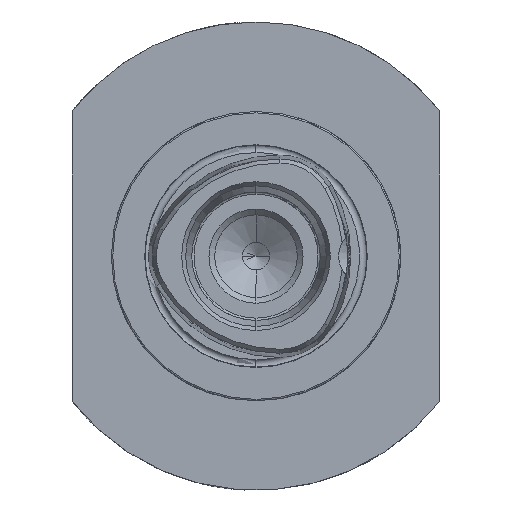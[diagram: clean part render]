
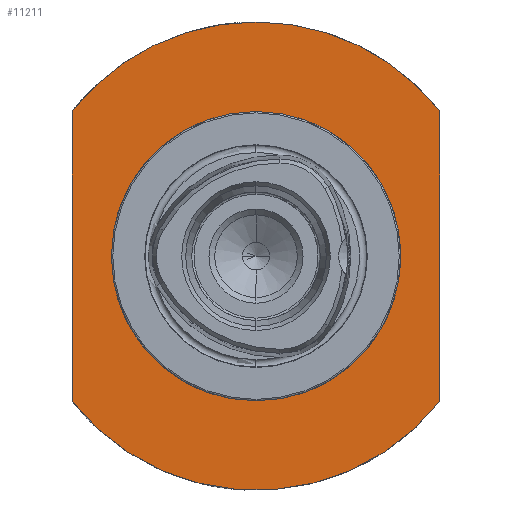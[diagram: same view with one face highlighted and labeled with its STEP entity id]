
A CAD part, left-side view. The second image highlights one B-rep face of the part: STEP entity #11211.
In plain terms, the highlighted planar face has unit normal (-1, 0, 0).
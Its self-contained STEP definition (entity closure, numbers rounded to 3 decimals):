
#14 = CARTESIAN_POINT ( 'NONE',  ( 22., 0., 0. ) ) ;
#15 = DIRECTION ( 'NONE',  ( 0., 0., 1. ) ) ;
#16 = DIRECTION ( 'NONE',  ( -1., 0., 0. ) ) ;
#140 = EDGE_CURVE ( 'NONE', #370, #402, #3013, .T. ) ;
#159 = EDGE_CURVE ( 'NONE', #411, #412, #3033, .T. ) ;
#173 = EDGE_CURVE ( 'NONE', #412, #424, #3050, .T. ) ;
#187 = EDGE_CURVE ( 'NONE', #427, #431, #3049, .T. ) ;
#234 = EDGE_CURVE ( 'NONE', #402, #370, #4139, .T. ) ;
#370 = VERTEX_POINT ( 'NONE', #4671 ) ;
#402 = VERTEX_POINT ( 'NONE', #4703 ) ;
#411 = VERTEX_POINT ( 'NONE', #4712 ) ;
#412 = VERTEX_POINT ( 'NONE', #4713 ) ;
#424 = VERTEX_POINT ( 'NONE', #4725 ) ;
#427 = VERTEX_POINT ( 'NONE', #4728 ) ;
#431 = VERTEX_POINT ( 'NONE', #4732 ) ;
#720 = EDGE_CURVE ( 'NONE', #424, #427, #4275, .T. ) ;
#721 = EDGE_CURVE ( 'NONE', #431, #411, #4276, .T. ) ;
#1259 = ORIENTED_EDGE ( 'NONE', *, *, #159, .T. ) ;
#1260 = ORIENTED_EDGE ( 'NONE', *, *, #173, .T. ) ;
#1261 = ORIENTED_EDGE ( 'NONE', *, *, #720, .T. ) ;
#1262 = ORIENTED_EDGE ( 'NONE', *, *, #187, .T. ) ;
#1263 = ORIENTED_EDGE ( 'NONE', *, *, #721, .T. ) ;
#1264 = ORIENTED_EDGE ( 'NONE', *, *, #234, .T. ) ;
#1265 = ORIENTED_EDGE ( 'NONE', *, *, #140, .T. ) ;
#1461 = AXIS2_PLACEMENT_3D ( 'NONE', #2102, #1978, #1974 ) ;
#1467 = AXIS2_PLACEMENT_3D ( 'NONE', #14, #16, #15 ) ;
#1483 = AXIS2_PLACEMENT_3D ( 'NONE', #11091, #11093, #11090 ) ;
#1488 = AXIS2_PLACEMENT_3D ( 'NONE', #3598, #3599, #3600 ) ;
#1502 = AXIS2_PLACEMENT_3D ( 'NONE', #3706, #3707, #3708 ) ;
#1974 = DIRECTION ( 'NONE',  ( 0., 0., -1. ) ) ;
#1978 = DIRECTION ( 'NONE',  ( 1., 0., 0. ) ) ;
#2102 = CARTESIAN_POINT ( 'NONE',  ( 22., 0., 0. ) ) ;
#3013 = CIRCLE ( 'NONE', #1461, 31.5 ) ;
#3033 = CIRCLE ( 'NONE', #1467, 51. ) ;
#3049 = CIRCLE ( 'NONE', #1488, 51. ) ;
#3050 = CIRCLE ( 'NONE', #1483, 51. ) ;
#3598 = CARTESIAN_POINT ( 'NONE',  ( 22., 0., 0. ) ) ;
#3599 = DIRECTION ( 'NONE',  ( -1., 0., 0. ) ) ;
#3600 = DIRECTION ( 'NONE',  ( 0., 0., 1. ) ) ;
#3706 = CARTESIAN_POINT ( 'NONE',  ( 22., 0., 0. ) ) ;
#3707 = DIRECTION ( 'NONE',  ( 1., 0., 0. ) ) ;
#3708 = DIRECTION ( 'NONE',  ( 0., 0., -1. ) ) ;
#4139 = CIRCLE ( 'NONE', #1502, 31.5 ) ;
#4275 = LINE ( 'NONE', #4900, #4277 ) ;
#4276 = LINE ( 'NONE', #4905, #4279 ) ;
#4277 = VECTOR ( 'NONE', #4898, 1000. ) ;
#4279 = VECTOR ( 'NONE', #4906, 1000. ) ;
#4671 = CARTESIAN_POINT ( 'NONE',  ( 22., 0., -31.5 ) ) ;
#4703 = CARTESIAN_POINT ( 'NONE',  ( 22., 0., 31.5 ) ) ;
#4712 = CARTESIAN_POINT ( 'NONE',  ( 22., -40., 31.639 ) ) ;
#4713 = CARTESIAN_POINT ( 'NONE',  ( 22., 0., 51. ) ) ;
#4725 = CARTESIAN_POINT ( 'NONE',  ( 22., 40., 31.639 ) ) ;
#4728 = CARTESIAN_POINT ( 'NONE',  ( 22., 40., -31.639 ) ) ;
#4732 = CARTESIAN_POINT ( 'NONE',  ( 22., -40., -31.639 ) ) ;
#4898 = DIRECTION ( 'NONE',  ( 0., 0., -1. ) ) ;
#4900 = CARTESIAN_POINT ( 'NONE',  ( 22., 40., 0. ) ) ;
#4905 = CARTESIAN_POINT ( 'NONE',  ( 22., -40., 0. ) ) ;
#4906 = DIRECTION ( 'NONE',  ( 0., 0., 1. ) ) ;
#5893 = AXIS2_PLACEMENT_3D ( 'NONE', #7204, #7210, #7211 ) ;
#6705 = FACE_OUTER_BOUND ( 'NONE', #10824, .T. ) ;
#6710 = FACE_BOUND ( 'NONE', #10896, .T. ) ;
#7204 = CARTESIAN_POINT ( 'NONE',  ( 22., 0., 0. ) ) ;
#7205 = PLANE ( 'NONE',  #5893 ) ;
#7210 = DIRECTION ( 'NONE',  ( 1., 0., 0. ) ) ;
#7211 = DIRECTION ( 'NONE',  ( 0., 0., -1. ) ) ;
#10824 = EDGE_LOOP ( 'NONE', ( #1259, #1260, #1261, #1262, #1263 ) ) ;
#10896 = EDGE_LOOP ( 'NONE', ( #1264, #1265 ) ) ;
#11090 = DIRECTION ( 'NONE',  ( 0., 0., 1. ) ) ;
#11091 = CARTESIAN_POINT ( 'NONE',  ( 22., 0., 0. ) ) ;
#11093 = DIRECTION ( 'NONE',  ( -1., 0., 0. ) ) ;
#11211 = ADVANCED_FACE ( 'NONE', ( #6705, #6710 ), #7205, .F. ) ;
